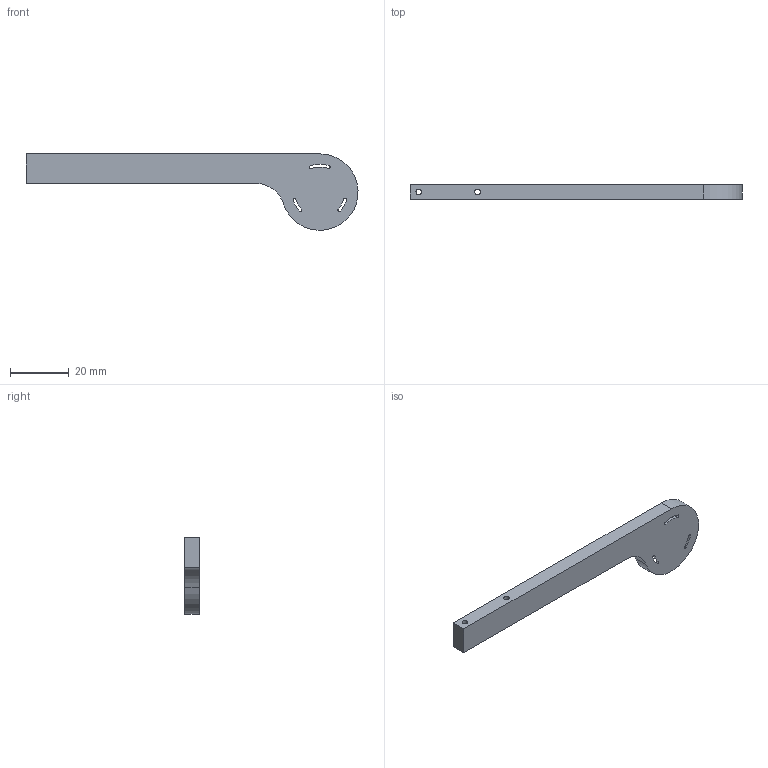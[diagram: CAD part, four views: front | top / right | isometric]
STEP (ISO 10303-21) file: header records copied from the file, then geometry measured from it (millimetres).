
FILE_DESCRIPTION(/* description */ ('STEP AP242','CAx-IF Rec.Pracs.---Representation and Presentation of Product Manufacturing Information (PMI)---4.0---2014-10-13','CAx-IF Rec.Pracs.---3D Tessellated Geometry---0.4---2014-09-14','2;1'),/* implementation_level */ '2;1');
FILE_NAME(/* name */ '68b877bb0ea8060de113ba07',/* time_stamp */ '2025-09-03T17:15:39Z',/* author */ (''),/* organization */ (''),/* preprocessor_version */ 'ST-DEVELOPER v20',/* originating_system */ 'ONSHAPE BY PTC INC, 1.203',/* authorisation */ ' ');
FILE_SCHEMA (('AP242_MANAGED_MODEL_BASED_3D_ENGINEERING_MIM_LF { 1 0 10303 442 1 1 4 }'));
Length unit declared in the file: metre
Products named in the file (1): Part 2
Bounding box: 112.99 x 5 x 25.96 mm (x, y, z)
Volume: 5846.5 mm3; surface area: 4929.8 mm2
Topology: 1 solids, 1 shells, 38 faces, 98 edges, 66 vertices
Faces by surface type: cylinder 23, plane 15
Full cylindrical faces by diameter (mm): 1.93 x2, 8 x1
Entity records: 1193 total; most frequent: DIRECTION 217, CARTESIAN_POINT 196, ORIENTED_EDGE 186, EDGE_CURVE 93, AXIS2_PLACEMENT_3D 85, VERTEX_POINT 64, EDGE_LOOP 55, FACE_BOUND 55
